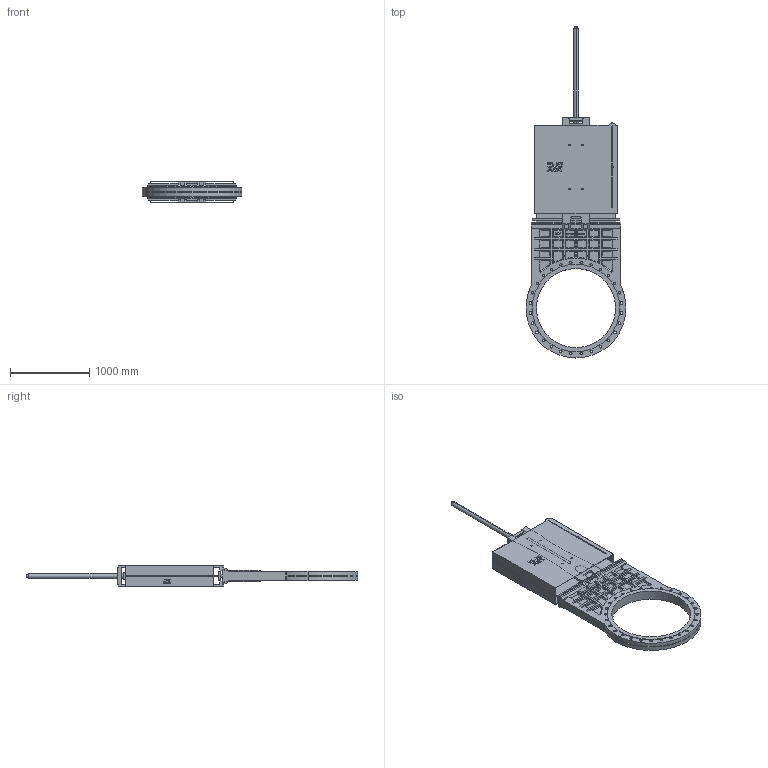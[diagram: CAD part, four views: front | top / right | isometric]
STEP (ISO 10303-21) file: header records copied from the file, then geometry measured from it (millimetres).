
FILE_DESCRIPTION (( 'STEP AP203' ), '1' );
FILE_NAME ('702100050034.STEP', '2017-04-20T15:19:24', ( '' ), ( '' ), 'SwSTEP 2.0', 'SolidWorks 2016', '' );
FILE_SCHEMA (( 'CONFIG_CONTROL_DESIGN' ));
Length unit declared in the file: millimetre
Products named in the file (1): 702100050034
Bounding box: 1264 x 4200 x 262 mm (x, y, z)
Volume: 182631471.7 mm3; surface area: 14881013.7 mm2
Topology: 3 solids, 3 shells, 1552 faces, 4318 edges, 2822 vertices
Faces by surface type: plane 851, cylinder 521, bspline 162, torus 16, cone 2
Entity records: 61119 total; most frequent: CARTESIAN_POINT 21735, ORIENTED_EDGE 8636, DIRECTION 7480, EDGE_CURVE 4318, VECTOR 2978, LINE 2978, VERTEX_POINT 2822, AXIS2_PLACEMENT_3D 2251
